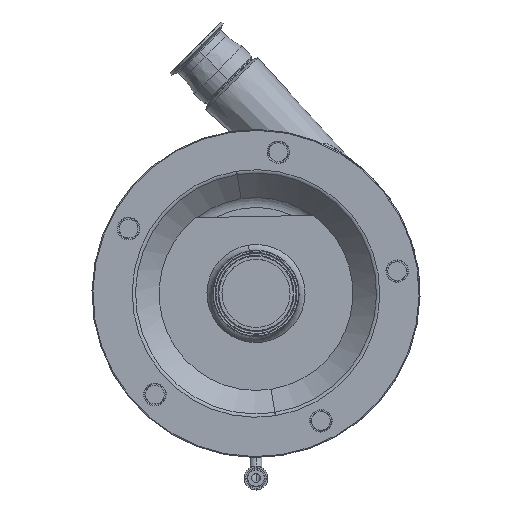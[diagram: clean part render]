
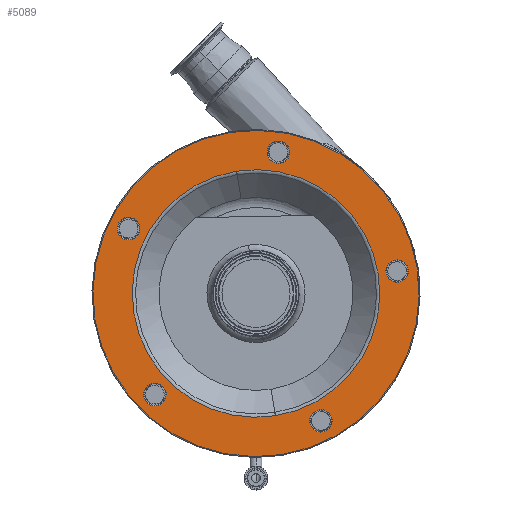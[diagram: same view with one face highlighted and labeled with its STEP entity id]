
A CAD part, top view. The second image highlights one B-rep face of the part: STEP entity #5089.
In plain terms, the highlighted planar face has unit normal (0, 0, 1).
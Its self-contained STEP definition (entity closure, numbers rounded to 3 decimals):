
#306 = DIRECTION ( 'NONE',  ( 0., 0., -1. ) ) ;
#313 = ORIENTED_EDGE ( 'NONE', *, *, #9861, .T. ) ;
#480 = ORIENTED_EDGE ( 'NONE', *, *, #8004, .T. ) ;
#751 = EDGE_LOOP ( 'NONE', ( #9104, #7754 ) ) ;
#976 = CARTESIAN_POINT ( 'NONE',  ( 23.856, 150.622, 96.5 ) ) ;
#1287 = EDGE_LOOP ( 'NONE', ( #4214, #14516 ) ) ;
#1293 = DIRECTION ( 'NONE',  ( 0.156, -0.988, 0. ) ) ;
#2083 = CARTESIAN_POINT ( 'NONE',  ( -107.834, -107.834, 96.5 ) ) ;
#2087 = ORIENTED_EDGE ( 'NONE', *, *, #6201, .T. ) ;
#2090 = AXIS2_PLACEMENT_3D ( 'NONE', #5606, #16509, #4270 ) ;
#2129 = DIRECTION ( 'NONE',  ( 0.156, -0.988, 0. ) ) ;
#2375 = CARTESIAN_POINT ( 'NONE',  ( 20.66, -130.445, 96.5 ) ) ;
#2415 = CARTESIAN_POINT ( 'NONE',  ( 67.356, -124.026, 96.5 ) ) ;
#2418 = AXIS2_PLACEMENT_3D ( 'NONE', #2083, #13146, #13319 ) ;
#2580 = CARTESIAN_POINT ( 'NONE',  ( 150.622, 23.856, 96.5 ) ) ;
#2624 = EDGE_LOOP ( 'NONE', ( #16539, #313 ) ) ;
#2652 = CARTESIAN_POINT ( 'NONE',  ( 152.5, 12.004, 96.5 ) ) ;
#2771 = EDGE_CURVE ( 'NONE', #5960, #17228, #14799, .T. ) ;
#2781 = AXIS2_PLACEMENT_3D ( 'NONE', #11645, #9942, #4701 ) ;
#2835 = DIRECTION ( 'NONE',  ( 0.156, -0.988, 0. ) ) ;
#2972 = DIRECTION ( 'NONE',  ( 0., 0., -1. ) ) ;
#3180 = ORIENTED_EDGE ( 'NONE', *, *, #7575, .T. ) ;
#3301 = FACE_BOUND ( 'NONE', #1287, .T. ) ;
#3428 = EDGE_CURVE ( 'NONE', #10389, #17441, #15673, .T. ) ;
#3434 = DIRECTION ( 'NONE',  ( 0.156, -0.988, 0. ) ) ;
#3489 = FACE_OUTER_BOUND ( 'NONE', #751, .T. ) ;
#3877 = EDGE_LOOP ( 'NONE', ( #14328, #480 ) ) ;
#3889 = EDGE_LOOP ( 'NONE', ( #17091, #11518 ) ) ;
#4182 = DIRECTION ( 'NONE',  ( 0., 0., -1. ) ) ;
#4214 = ORIENTED_EDGE ( 'NONE', *, *, #13078, .T. ) ;
#4250 = CIRCLE ( 'NONE', #17087, 12. ) ;
#4270 = DIRECTION ( 'NONE',  ( 0.156, -0.988, 0. ) ) ;
#4701 = DIRECTION ( 'NONE',  ( 0.156, -0.988, 0. ) ) ;
#4782 = ORIENTED_EDGE ( 'NONE', *, *, #15827, .T. ) ;
#4844 = FACE_BOUND ( 'NONE', #3889, .T. ) ;
#5043 = AXIS2_PLACEMENT_3D ( 'NONE', #6410, #5088, #2129 ) ;
#5088 = DIRECTION ( 'NONE',  ( 0., 0., -1. ) ) ;
#5089 = ADVANCED_FACE ( 'NONE', ( #4844, #3301, #8657, #14373, #8740, #3489, #7228 ), #14096, .F. ) ;
#5111 = DIRECTION ( 'NONE',  ( 0.156, -0.988, 0. ) ) ;
#5606 = CARTESIAN_POINT ( 'NONE',  ( 0., 0., 96.5 ) ) ;
#5827 = DIRECTION ( 'NONE',  ( 0.156, -0.988, 0. ) ) ;
#5910 = AXIS2_PLACEMENT_3D ( 'NONE', #9561, #306, #10818 ) ;
#5960 = VERTEX_POINT ( 'NONE', #6146 ) ;
#6139 = CARTESIAN_POINT ( 'NONE',  ( -105.957, -119.686, 96.5 ) ) ;
#6146 = CARTESIAN_POINT ( 'NONE',  ( -27.22, 171.858, 96.5 ) ) ;
#6201 = EDGE_CURVE ( 'NONE', #14546, #16744, #11762, .T. ) ;
#6217 = VERTEX_POINT ( 'NONE', #2652 ) ;
#6273 = VERTEX_POINT ( 'NONE', #15211 ) ;
#6410 = CARTESIAN_POINT ( 'NONE',  ( 69.234, -135.878, 96.5 ) ) ;
#6880 = AXIS2_PLACEMENT_3D ( 'NONE', #10261, #7409, #7316 ) ;
#6947 = CIRCLE ( 'NONE', #14643, 132.071 ) ;
#7164 = CARTESIAN_POINT ( 'NONE',  ( 0., 0., 96.5 ) ) ;
#7228 = FACE_BOUND ( 'NONE', #8053, .T. ) ;
#7316 = DIRECTION ( 'NONE',  ( 0.156, -0.988, 0. ) ) ;
#7409 = DIRECTION ( 'NONE',  ( 0., 0., -1. ) ) ;
#7540 = CIRCLE ( 'NONE', #16966, 12. ) ;
#7575 = EDGE_CURVE ( 'NONE', #16744, #14546, #6947, .T. ) ;
#7680 = DIRECTION ( 'NONE',  ( 0., 0., -1. ) ) ;
#7754 = ORIENTED_EDGE ( 'NONE', *, *, #2771, .F. ) ;
#7766 = DIRECTION ( 'NONE',  ( 0., 0., -1. ) ) ;
#7774 = VERTEX_POINT ( 'NONE', #17556 ) ;
#8004 = EDGE_CURVE ( 'NONE', #16122, #12526, #17259, .T. ) ;
#8053 = EDGE_LOOP ( 'NONE', ( #2087, #3180 ) ) ;
#8657 = FACE_BOUND ( 'NONE', #3877, .T. ) ;
#8740 = FACE_BOUND ( 'NONE', #14403, .T. ) ;
#9104 = ORIENTED_EDGE ( 'NONE', *, *, #16941, .F. ) ;
#9128 = CARTESIAN_POINT ( 'NONE',  ( 148.745, 35.709, 96.5 ) ) ;
#9211 = EDGE_CURVE ( 'NONE', #12526, #16122, #12686, .T. ) ;
#9287 = CIRCLE ( 'NONE', #16435, 12. ) ;
#9561 = CARTESIAN_POINT ( 'NONE',  ( -135.878, 69.234, 96.5 ) ) ;
#9596 = EDGE_CURVE ( 'NONE', #14872, #16943, #9287, .T. ) ;
#9802 = CARTESIAN_POINT ( 'NONE',  ( -109.711, -95.982, 96.5 ) ) ;
#9861 = EDGE_CURVE ( 'NONE', #16943, #14872, #12134, .T. ) ;
#9903 = CARTESIAN_POINT ( 'NONE',  ( 25.733, 138.77, 96.5 ) ) ;
#9930 = ORIENTED_EDGE ( 'NONE', *, *, #13821, .T. ) ;
#9942 = DIRECTION ( 'NONE',  ( 0., 0., -1. ) ) ;
#10018 = DIRECTION ( 'NONE',  ( 0., 0., -1. ) ) ;
#10134 = EDGE_CURVE ( 'NONE', #6273, #7774, #7540, .T. ) ;
#10217 = CARTESIAN_POINT ( 'NONE',  ( -135.878, 69.234, 96.5 ) ) ;
#10261 = CARTESIAN_POINT ( 'NONE',  ( -27.22, 171.858, 96.5 ) ) ;
#10325 = DIRECTION ( 'NONE',  ( 0.156, -0.988, 0. ) ) ;
#10389 = VERTEX_POINT ( 'NONE', #10872 ) ;
#10527 = CARTESIAN_POINT ( 'NONE',  ( -107.834, -107.834, 96.5 ) ) ;
#10818 = DIRECTION ( 'NONE',  ( 0.156, -0.988, 0. ) ) ;
#10872 = CARTESIAN_POINT ( 'NONE',  ( 21.979, 162.475, 96.5 ) ) ;
#11264 = CARTESIAN_POINT ( 'NONE',  ( 0., 0., 96.5 ) ) ;
#11339 = CIRCLE ( 'NONE', #17655, 12. ) ;
#11437 = VERTEX_POINT ( 'NONE', #9128 ) ;
#11518 = ORIENTED_EDGE ( 'NONE', *, *, #15296, .T. ) ;
#11645 = CARTESIAN_POINT ( 'NONE',  ( 23.856, 150.622, 96.5 ) ) ;
#11762 = CIRCLE ( 'NONE', #2090, 132.071 ) ;
#12134 = CIRCLE ( 'NONE', #5043, 12. ) ;
#12220 = AXIS2_PLACEMENT_3D ( 'NONE', #976, #16380, #10325 ) ;
#12526 = VERTEX_POINT ( 'NONE', #9802 ) ;
#12686 = CIRCLE ( 'NONE', #16424, 12. ) ;
#13035 = DIRECTION ( 'NONE',  ( 0., 0., -1. ) ) ;
#13078 = EDGE_CURVE ( 'NONE', #7774, #6273, #16201, .T. ) ;
#13131 = DIRECTION ( 'NONE',  ( 0.156, -0.988, 0. ) ) ;
#13146 = DIRECTION ( 'NONE',  ( 0., 0., -1. ) ) ;
#13319 = DIRECTION ( 'NONE',  ( 0.156, -0.988, 0. ) ) ;
#13466 = CIRCLE ( 'NONE', #16919, 174. ) ;
#13821 = EDGE_CURVE ( 'NONE', #6217, #11437, #11339, .T. ) ;
#13940 = DIRECTION ( 'NONE',  ( 0., 0., -1. ) ) ;
#14096 = PLANE ( 'NONE',  #6880 ) ;
#14328 = ORIENTED_EDGE ( 'NONE', *, *, #9211, .T. ) ;
#14373 = FACE_BOUND ( 'NONE', #2624, .T. ) ;
#14403 = EDGE_LOOP ( 'NONE', ( #4782, #9930 ) ) ;
#14503 = AXIS2_PLACEMENT_3D ( 'NONE', #7164, #13940, #5827 ) ;
#14516 = ORIENTED_EDGE ( 'NONE', *, *, #10134, .T. ) ;
#14546 = VERTEX_POINT ( 'NONE', #2375 ) ;
#14643 = AXIS2_PLACEMENT_3D ( 'NONE', #15681, #10018, #3434 ) ;
#14799 = CIRCLE ( 'NONE', #14503, 174. ) ;
#14852 = CARTESIAN_POINT ( 'NONE',  ( 27.22, -171.858, 96.5 ) ) ;
#14872 = VERTEX_POINT ( 'NONE', #2415 ) ;
#15211 = CARTESIAN_POINT ( 'NONE',  ( -134.001, 57.381, 96.5 ) ) ;
#15296 = EDGE_CURVE ( 'NONE', #17441, #10389, #17366, .T. ) ;
#15500 = CARTESIAN_POINT ( 'NONE',  ( -20.66, 130.445, 96.5 ) ) ;
#15673 = CIRCLE ( 'NONE', #12220, 12. ) ;
#15681 = CARTESIAN_POINT ( 'NONE',  ( 0., 0., 96.5 ) ) ;
#15812 = DIRECTION ( 'NONE',  ( 0.156, -0.988, 0. ) ) ;
#15827 = EDGE_CURVE ( 'NONE', #11437, #6217, #4250, .T. ) ;
#16122 = VERTEX_POINT ( 'NONE', #6139 ) ;
#16201 = CIRCLE ( 'NONE', #5910, 12. ) ;
#16380 = DIRECTION ( 'NONE',  ( 0., 0., -1. ) ) ;
#16424 = AXIS2_PLACEMENT_3D ( 'NONE', #10527, #7766, #15812 ) ;
#16435 = AXIS2_PLACEMENT_3D ( 'NONE', #17348, #13035, #5111 ) ;
#16476 = DIRECTION ( 'NONE',  ( 0.156, -0.988, 0. ) ) ;
#16509 = DIRECTION ( 'NONE',  ( 0., 0., -1. ) ) ;
#16539 = ORIENTED_EDGE ( 'NONE', *, *, #9596, .T. ) ;
#16738 = CARTESIAN_POINT ( 'NONE',  ( 71.111, -147.731, 96.5 ) ) ;
#16744 = VERTEX_POINT ( 'NONE', #15500 ) ;
#16919 = AXIS2_PLACEMENT_3D ( 'NONE', #11264, #2972, #16476 ) ;
#16941 = EDGE_CURVE ( 'NONE', #17228, #5960, #13466, .T. ) ;
#16943 = VERTEX_POINT ( 'NONE', #16738 ) ;
#16966 = AXIS2_PLACEMENT_3D ( 'NONE', #10217, #17658, #1293 ) ;
#17087 = AXIS2_PLACEMENT_3D ( 'NONE', #17261, #7680, #13131 ) ;
#17091 = ORIENTED_EDGE ( 'NONE', *, *, #3428, .T. ) ;
#17228 = VERTEX_POINT ( 'NONE', #14852 ) ;
#17259 = CIRCLE ( 'NONE', #2418, 12. ) ;
#17261 = CARTESIAN_POINT ( 'NONE',  ( 150.622, 23.856, 96.5 ) ) ;
#17348 = CARTESIAN_POINT ( 'NONE',  ( 69.234, -135.878, 96.5 ) ) ;
#17366 = CIRCLE ( 'NONE', #2781, 12. ) ;
#17441 = VERTEX_POINT ( 'NONE', #9903 ) ;
#17556 = CARTESIAN_POINT ( 'NONE',  ( -137.756, 81.086, 96.5 ) ) ;
#17655 = AXIS2_PLACEMENT_3D ( 'NONE', #2580, #4182, #2835 ) ;
#17658 = DIRECTION ( 'NONE',  ( 0., 0., -1. ) ) ;
